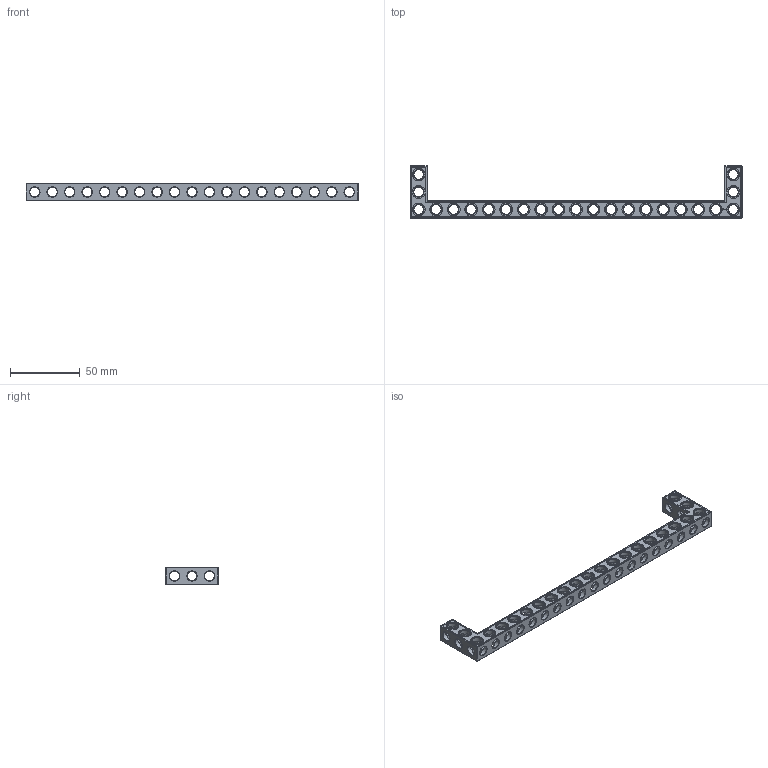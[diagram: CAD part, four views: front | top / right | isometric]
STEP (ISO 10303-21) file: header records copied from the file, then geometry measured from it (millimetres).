
FILE_DESCRIPTION(('FreeCAD Model'),'2;1');
FILE_NAME('Open CASCADE Shape Model','2022-03-06T23:11:45',('Author'),( ''),'Open CASCADE STEP processor 7.5','FreeCAD','Unknown');
FILE_SCHEMA(('AUTOMOTIVE_DESIGN { 1 0 10303 214 1 1 1 1 }'));
Products named in the file (1): Beam AGD ESS USH SYM BU19x03x01 - SPN-BEM-0614 (stemfie.org)
Bounding box: 237.5 x 37.5 x 12.5 mm (x, y, z)
Volume: 22459 mm3; surface area: 20151 mm2
Topology: 1 solids, 1 shells, 777 faces, 2327 edges, 1517 vertices
Faces by surface type: plane 406, cylinder 139, extrusion 138, cone 94
Full cylindrical faces by diameter (mm): 6.98 x8, 7 x108, 9.2 x23
Entity records: 83074 total; most frequent: CARTESIAN_POINT 38965, DIRECTION 7363, VECTOR 4740, ORIENTED_EDGE 4654, PCURVE 4654, DEFINITIONAL_REPRESENTATION 4654, LINE 4602, EDGE_CURVE 2327
